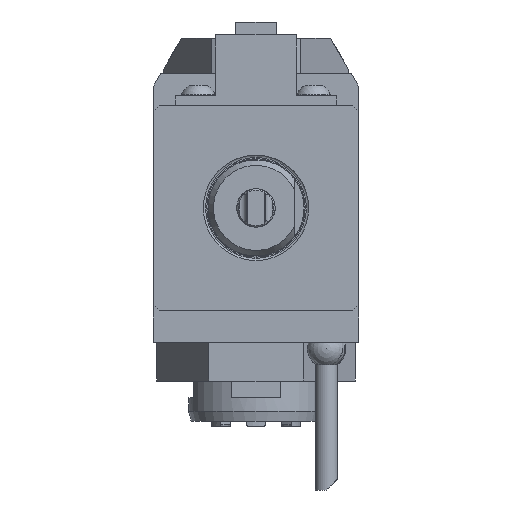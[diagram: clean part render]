
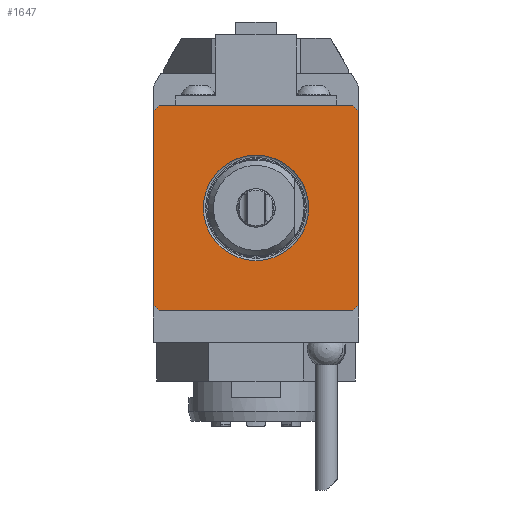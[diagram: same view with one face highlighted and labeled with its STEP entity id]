
A CAD part, front view. The second image highlights one B-rep face of the part: STEP entity #1647.
In plain terms, the highlighted planar face has unit normal (0, -1, 0).
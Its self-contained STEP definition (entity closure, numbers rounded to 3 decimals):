
#78 = EDGE_CURVE ( 'NONE', #8298, #2683, #14826, .T. ) ;
#93 = CARTESIAN_POINT ( 'NONE',  ( 0., -100., 0. ) ) ;
#1010 = CIRCLE ( 'NONE', #24187, 16.419 ) ;
#1226 = EDGE_CURVE ( 'NONE', #18435, #11092, #21945, .T. ) ;
#1377 = ORIENTED_EDGE ( 'NONE', *, *, #19740, .F. ) ;
#1623 = CARTESIAN_POINT ( 'NONE',  ( 32., -100., 42.5 ) ) ;
#1647 = ADVANCED_FACE ( 'Defeature completata1_132', ( #23678, #3712 ), #9454, .T. ) ;
#1820 = DIRECTION ( 'NONE',  ( 0., -1., 0. ) ) ;
#1991 = CIRCLE ( 'NONE', #25618, 44. ) ;
#2649 = ORIENTED_EDGE ( 'NONE', *, *, #78, .T. ) ;
#2683 = VERTEX_POINT ( 'NONE', #22210 ) ;
#2777 = CARTESIAN_POINT ( 'NONE',  ( 30.199, -100., -32. ) ) ;
#3045 = ORIENTED_EDGE ( 'NONE', *, *, #1226, .T. ) ;
#3449 = DIRECTION ( 'NONE',  ( 0., -1., 0. ) ) ;
#3555 = ORIENTED_EDGE ( 'NONE', *, *, #25556, .T. ) ;
#3629 = VERTEX_POINT ( 'NONE', #7456 ) ;
#3693 = CIRCLE ( 'NONE', #5296, 44. ) ;
#3712 = FACE_BOUND ( 'NONE', #19063, .T. ) ;
#3794 = AXIS2_PLACEMENT_3D ( 'NONE', #5744, #5612, #5863 ) ;
#4279 = ORIENTED_EDGE ( 'NONE', *, *, #15179, .T. ) ;
#4971 = CARTESIAN_POINT ( 'NONE',  ( 0., -100., 0. ) ) ;
#5190 = EDGE_CURVE ( 'NONE', #16200, #18435, #17356, .T. ) ;
#5296 = AXIS2_PLACEMENT_3D ( 'NONE', #10992, #18927, #15151 ) ;
#5612 = DIRECTION ( 'NONE',  ( 0., -1., 0. ) ) ;
#5744 = CARTESIAN_POINT ( 'NONE',  ( 0., -100., 42.5 ) ) ;
#5863 = DIRECTION ( 'NONE',  ( 0., 0., 1. ) ) ;
#6605 = ORIENTED_EDGE ( 'NONE', *, *, #22004, .T. ) ;
#6916 = CARTESIAN_POINT ( 'NONE',  ( -30.199, -100., 32. ) ) ;
#7167 = VERTEX_POINT ( 'NONE', #9150 ) ;
#7222 = EDGE_CURVE ( 'NONE', #11092, #7167, #19181, .T. ) ;
#7456 = CARTESIAN_POINT ( 'NONE',  ( 0., -100., -16.419 ) ) ;
#8179 = DIRECTION ( 'NONE',  ( 0., 0., -1. ) ) ;
#8298 = VERTEX_POINT ( 'NONE', #6916 ) ;
#8545 = ORIENTED_EDGE ( 'NONE', *, *, #7222, .T. ) ;
#8685 = VECTOR ( 'NONE', #14922, 1000. ) ;
#9150 = CARTESIAN_POINT ( 'NONE',  ( 32., -100., 30.199 ) ) ;
#9418 = DIRECTION ( 'NONE',  ( 0., 0., 1. ) ) ;
#9454 = PLANE ( 'NONE',  #3794 ) ;
#9548 = CARTESIAN_POINT ( 'NONE',  ( 0., -100., -32. ) ) ;
#9587 = EDGE_CURVE ( 'NONE', #2683, #20591, #25296, .T. ) ;
#9633 = DIRECTION ( 'NONE',  ( 0., 0., -1. ) ) ;
#9884 = CARTESIAN_POINT ( 'NONE',  ( 30.199, -100., 32. ) ) ;
#10040 = ORIENTED_EDGE ( 'NONE', *, *, #5190, .T. ) ;
#10790 = VECTOR ( 'NONE', #11088, 1000. ) ;
#10992 = CARTESIAN_POINT ( 'NONE',  ( 0., -100., 0. ) ) ;
#11088 = DIRECTION ( 'NONE',  ( 0., 0., -1. ) ) ;
#11092 = VERTEX_POINT ( 'NONE', #16785 ) ;
#11602 = CARTESIAN_POINT ( 'NONE',  ( 0., -100., 0. ) ) ;
#13600 = CARTESIAN_POINT ( 'NONE',  ( -30.199, -100., -32. ) ) ;
#14415 = AXIS2_PLACEMENT_3D ( 'NONE', #4971, #3449, #23004 ) ;
#14472 = AXIS2_PLACEMENT_3D ( 'NONE', #23837, #21840, #8179 ) ;
#14826 = CIRCLE ( 'NONE', #14415, 44. ) ;
#14922 = DIRECTION ( 'NONE',  ( -1., 0., 0. ) ) ;
#15151 = DIRECTION ( 'NONE',  ( 0., 0., -1. ) ) ;
#15179 = EDGE_CURVE ( 'NONE', #20591, #16200, #1991, .T. ) ;
#15433 = EDGE_LOOP ( 'NONE', ( #3555, #6605, #2649, #21417, #4279, #10040, #3045, #8545 ) ) ;
#16200 = VERTEX_POINT ( 'NONE', #13600 ) ;
#16785 = CARTESIAN_POINT ( 'NONE',  ( 32., -100., -30.199 ) ) ;
#16867 = LINE ( 'NONE', #20519, #8685 ) ;
#17356 = LINE ( 'NONE', #9548, #19517 ) ;
#17483 = DIRECTION ( 'NONE',  ( 1., 0., 0. ) ) ;
#18435 = VERTEX_POINT ( 'NONE', #2777 ) ;
#18854 = VECTOR ( 'NONE', #9418, 1000. ) ;
#18927 = DIRECTION ( 'NONE',  ( 0., -1., 0. ) ) ;
#19063 = EDGE_LOOP ( 'NONE', ( #1377 ) ) ;
#19181 = LINE ( 'NONE', #1623, #18854 ) ;
#19517 = VECTOR ( 'NONE', #17483, 1000. ) ;
#19740 = EDGE_CURVE ( 'NONE', #3629, #3629, #1010, .T. ) ;
#20519 = CARTESIAN_POINT ( 'NONE',  ( 0., -100., 32. ) ) ;
#20591 = VERTEX_POINT ( 'NONE', #23113 ) ;
#20663 = DIRECTION ( 'NONE',  ( 0., 0., -1. ) ) ;
#20746 = VERTEX_POINT ( 'NONE', #9884 ) ;
#21417 = ORIENTED_EDGE ( 'NONE', *, *, #9587, .T. ) ;
#21840 = DIRECTION ( 'NONE',  ( 0., -1., 0. ) ) ;
#21945 = CIRCLE ( 'NONE', #14472, 44. ) ;
#22004 = EDGE_CURVE ( 'NONE', #20746, #8298, #16867, .T. ) ;
#22210 = CARTESIAN_POINT ( 'NONE',  ( -32., -100., 30.199 ) ) ;
#23004 = DIRECTION ( 'NONE',  ( 0., 0., -1. ) ) ;
#23076 = CARTESIAN_POINT ( 'NONE',  ( -32., -100., 42.5 ) ) ;
#23113 = CARTESIAN_POINT ( 'NONE',  ( -32., -100., -30.199 ) ) ;
#23678 = FACE_OUTER_BOUND ( 'NONE', #15433, .T. ) ;
#23836 = DIRECTION ( 'NONE',  ( 0., -1., 0. ) ) ;
#23837 = CARTESIAN_POINT ( 'NONE',  ( 0., -100., 0. ) ) ;
#24187 = AXIS2_PLACEMENT_3D ( 'NONE', #93, #23836, #20663 ) ;
#25296 = LINE ( 'NONE', #23076, #10790 ) ;
#25556 = EDGE_CURVE ( 'NONE', #7167, #20746, #3693, .T. ) ;
#25618 = AXIS2_PLACEMENT_3D ( 'NONE', #11602, #1820, #9633 ) ;
